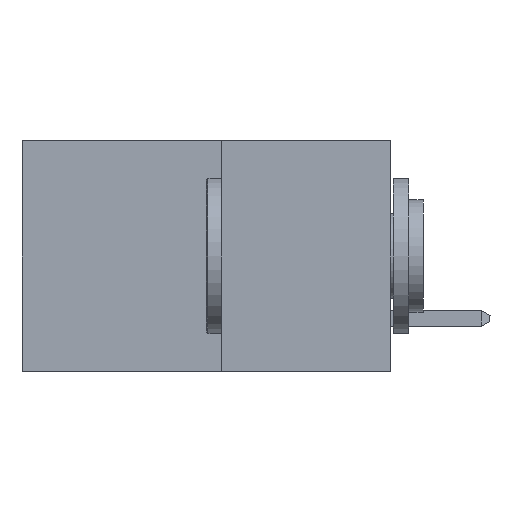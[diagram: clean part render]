
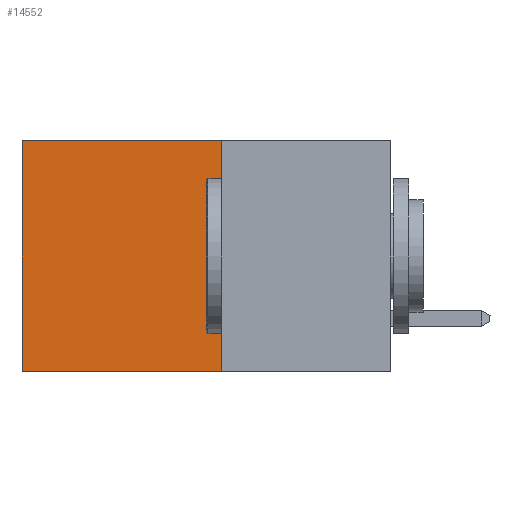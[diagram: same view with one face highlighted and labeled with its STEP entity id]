
A CAD part, left-side view. The second image highlights one B-rep face of the part: STEP entity #14552.
In plain terms, the highlighted planar face has unit normal (-1, 0, 0).
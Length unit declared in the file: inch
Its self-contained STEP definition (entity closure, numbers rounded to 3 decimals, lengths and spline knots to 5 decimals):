
#89 = DIRECTION ( 'NONE',  ( 0., 0., -1. ) ) ;
#194 = VECTOR ( 'NONE', #89, 39.37008 ) ;
#1089 = FACE_OUTER_BOUND ( 'NONE', #7827, .T. ) ;
#1390 = PLANE ( 'NONE',  #7060 ) ;
#2797 = CARTESIAN_POINT ( 'NONE',  ( 0.277, 0.27, -0.37 ) ) ;
#3097 = LINE ( 'NONE', #4943, #16355 ) ;
#3902 = ORIENTED_EDGE ( 'NONE', *, *, #13892, .T. ) ;
#3967 = DIRECTION ( 'NONE',  ( 1., 0., 0. ) ) ;
#4115 = ORIENTED_EDGE ( 'NONE', *, *, #15764, .F. ) ;
#4310 = LINE ( 'NONE', #11588, #14189 ) ;
#4943 = CARTESIAN_POINT ( 'NONE',  ( 0.277, 0.59, -0.37 ) ) ;
#5894 = LINE ( 'NONE', #2797, #8532 ) ;
#7060 = AXIS2_PLACEMENT_3D ( 'NONE', #10412, #3967, #12962 ) ;
#7171 = CARTESIAN_POINT ( 'NONE',  ( 0.277, 0.27, -0.37 ) ) ;
#7827 = EDGE_LOOP ( 'NONE', ( #8995, #4115, #12167, #3902 ) ) ;
#8532 = VECTOR ( 'NONE', #13082, 39.37008 ) ;
#8995 = ORIENTED_EDGE ( 'NONE', *, *, #14417, .T. ) ;
#9065 = CARTESIAN_POINT ( 'NONE',  ( 0.277, 0.27, -0.37 ) ) ;
#9950 = CARTESIAN_POINT ( 'NONE',  ( 0.277, 0.59, -0.37 ) ) ;
#10030 = LINE ( 'NONE', #9065, #194 ) ;
#10412 = CARTESIAN_POINT ( 'NONE',  ( 0.277, 0.27, -0.37 ) ) ;
#10809 = VERTEX_POINT ( 'NONE', #7171 ) ;
#11147 = EDGE_CURVE ( 'NONE', #11277, #10809, #10030, .T. ) ;
#11277 = VERTEX_POINT ( 'NONE', #14432 ) ;
#11588 = CARTESIAN_POINT ( 'NONE',  ( 0.277, 0.27, 0. ) ) ;
#11600 = VERTEX_POINT ( 'NONE', #9950 ) ;
#12167 = ORIENTED_EDGE ( 'NONE', *, *, #11147, .F. ) ;
#12875 = DIRECTION ( 'NONE',  ( 0., 1., 0. ) ) ;
#12962 = DIRECTION ( 'NONE',  ( 0., 0., -1. ) ) ;
#13022 = CARTESIAN_POINT ( 'NONE',  ( 0.277, 0.59, 0. ) ) ;
#13082 = DIRECTION ( 'NONE',  ( 0., 1., 0. ) ) ;
#13892 = EDGE_CURVE ( 'NONE', #11277, #14587, #4310, .T. ) ;
#14189 = VECTOR ( 'NONE', #12875, 39.37008 ) ;
#14417 = EDGE_CURVE ( 'NONE', #14587, #11600, #3097, .T. ) ;
#14432 = CARTESIAN_POINT ( 'NONE',  ( 0.277, 0.27, 0. ) ) ;
#14552 = ADVANCED_FACE ( 'NONE', ( #1089 ), #1390, .F. ) ;
#14587 = VERTEX_POINT ( 'NONE', #13022 ) ;
#15230 = DIRECTION ( 'NONE',  ( 0., 0., -1. ) ) ;
#15764 = EDGE_CURVE ( 'NONE', #10809, #11600, #5894, .T. ) ;
#16355 = VECTOR ( 'NONE', #15230, 39.37008 ) ;
